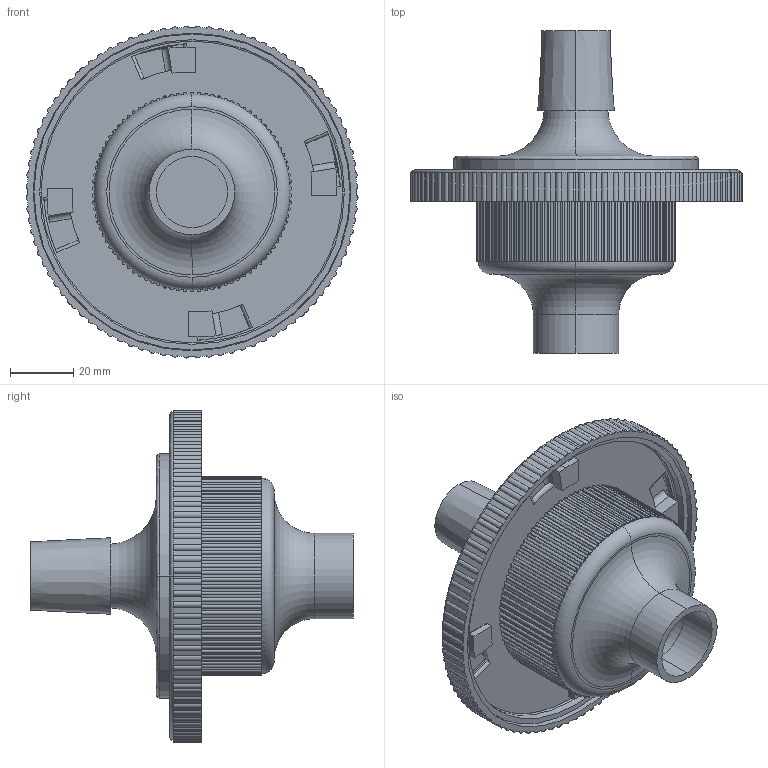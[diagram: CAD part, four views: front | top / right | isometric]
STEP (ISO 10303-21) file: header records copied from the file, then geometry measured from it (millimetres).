
FILE_DESCRIPTION (( 'STEP AP203' ), '1' );
FILE_NAME ('Filter Box v5 03 for 3D print.STEP', '2020-04-03T22:05:27', ( '' ), ( '' ), 'SwSTEP 2.0', 'SolidWorks 2014', '' );
FILE_SCHEMA (( 'CONFIG_CONTROL_DESIGN' ));
Length unit declared in the file: millimetre
Products named in the file (1): Filter Box v5 03 for 3D print
Bounding box: 105.04 x 102 x 105.04 mm (x, y, z)
Volume: 82797.4 mm3; surface area: 72097.2 mm2
Topology: 4 solids, 4 shells, 770 faces, 1893 edges, 1142 vertices
Faces by surface type: cylinder 489, plane 249, bspline 14, torus 12, cone 6
Entity records: 24006 total; most frequent: CARTESIAN_POINT 5316, DIRECTION 4301, ORIENTED_EDGE 3786, EDGE_CURVE 1893, AXIS2_PLACEMENT_3D 1831, VERTEX_POINT 1142, CIRCLE 1074, EDGE_LOOP 803
